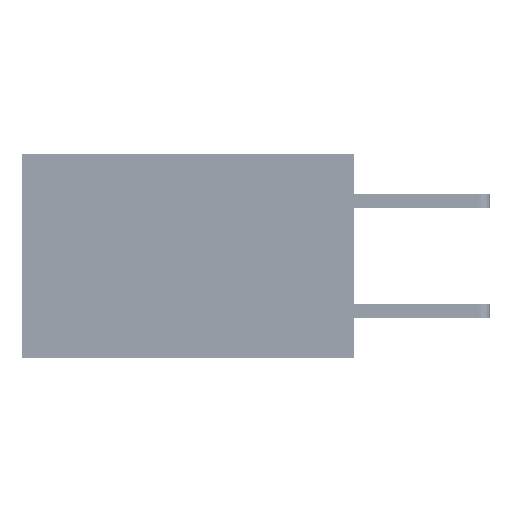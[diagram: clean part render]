
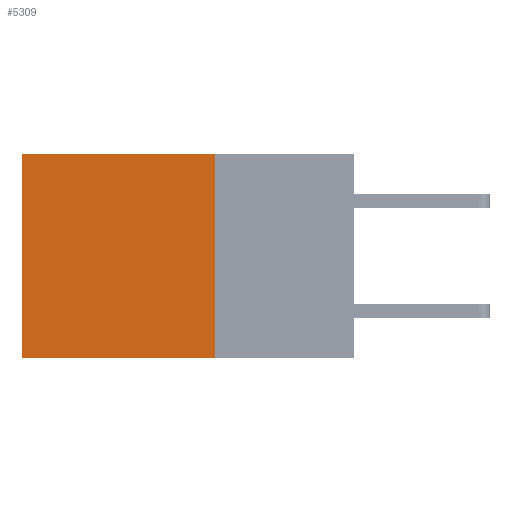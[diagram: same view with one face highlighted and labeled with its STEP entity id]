
A CAD part, left-side view. The second image highlights one B-rep face of the part: STEP entity #5309.
In plain terms, the highlighted planar face has unit normal (-1, 0, 0).
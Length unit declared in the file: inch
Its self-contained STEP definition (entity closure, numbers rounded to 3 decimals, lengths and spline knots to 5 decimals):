
#174 = ORIENTED_EDGE ( 'NONE', *, *, #42455, .T. ) ;
#2243 = EDGE_LOOP ( 'NONE', ( #174, #38003, #30054, #19224 ) ) ;
#2437 = CARTESIAN_POINT ( 'NONE',  ( 0.2875, 0.25, -0.37 ) ) ;
#3440 = EDGE_CURVE ( 'NONE', #16195, #19638, #22507, .T. ) ;
#5309 = ADVANCED_FACE ( 'NONE', ( #17672 ), #33113, .F. ) ;
#5613 = EDGE_CURVE ( 'NONE', #35857, #16195, #38982, .T. ) ;
#5871 = DIRECTION ( 'NONE',  ( 0., 0., -1. ) ) ;
#9839 = DIRECTION ( 'NONE',  ( 1., 0., 0. ) ) ;
#10462 = CARTESIAN_POINT ( 'NONE',  ( 0.2875, 0.25, 0. ) ) ;
#10804 = CARTESIAN_POINT ( 'NONE',  ( 0.2875, 0.25, 0. ) ) ;
#12741 = VECTOR ( 'NONE', #5871, 39.37008 ) ;
#13401 = LINE ( 'NONE', #23981, #31122 ) ;
#14063 = CARTESIAN_POINT ( 'NONE',  ( 0.2875, 0.6, -0.37 ) ) ;
#16195 = VERTEX_POINT ( 'NONE', #2437 ) ;
#17672 = FACE_OUTER_BOUND ( 'NONE', #2243, .T. ) ;
#18575 = DIRECTION ( 'NONE',  ( 0., 1., 0. ) ) ;
#18828 = CARTESIAN_POINT ( 'NONE',  ( 0.2875, 0.25, -0.37 ) ) ;
#19224 = ORIENTED_EDGE ( 'NONE', *, *, #27431, .T. ) ;
#19638 = VERTEX_POINT ( 'NONE', #14063 ) ;
#22020 = DIRECTION ( 'NONE',  ( 0., 1., 0. ) ) ;
#22507 = LINE ( 'NONE', #18828, #35686 ) ;
#23981 = CARTESIAN_POINT ( 'NONE',  ( 0.2875, 0.6, 0. ) ) ;
#24449 = DIRECTION ( 'NONE',  ( 0., 0., -1. ) ) ;
#27431 = EDGE_CURVE ( 'NONE', #35857, #36271, #29833, .T. ) ;
#29833 = LINE ( 'NONE', #10462, #44370 ) ;
#30054 = ORIENTED_EDGE ( 'NONE', *, *, #5613, .F. ) ;
#30205 = AXIS2_PLACEMENT_3D ( 'NONE', #10804, #9839, #48063 ) ;
#31122 = VECTOR ( 'NONE', #24449, 39.37008 ) ;
#33113 = PLANE ( 'NONE',  #30205 ) ;
#35686 = VECTOR ( 'NONE', #22020, 39.37008 ) ;
#35729 = CARTESIAN_POINT ( 'NONE',  ( 0.2875, 0.6, 0. ) ) ;
#35793 = CARTESIAN_POINT ( 'NONE',  ( 0.2875, 0.25, 0. ) ) ;
#35857 = VERTEX_POINT ( 'NONE', #35793 ) ;
#36271 = VERTEX_POINT ( 'NONE', #35729 ) ;
#38003 = ORIENTED_EDGE ( 'NONE', *, *, #3440, .F. ) ;
#38982 = LINE ( 'NONE', #43131, #12741 ) ;
#42455 = EDGE_CURVE ( 'NONE', #36271, #19638, #13401, .T. ) ;
#43131 = CARTESIAN_POINT ( 'NONE',  ( 0.2875, 0.25, 0. ) ) ;
#44370 = VECTOR ( 'NONE', #18575, 39.37008 ) ;
#48063 = DIRECTION ( 'NONE',  ( 0., 0., -1. ) ) ;
